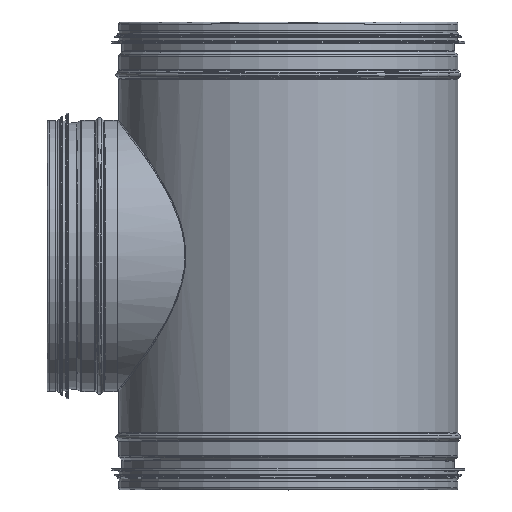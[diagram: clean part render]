
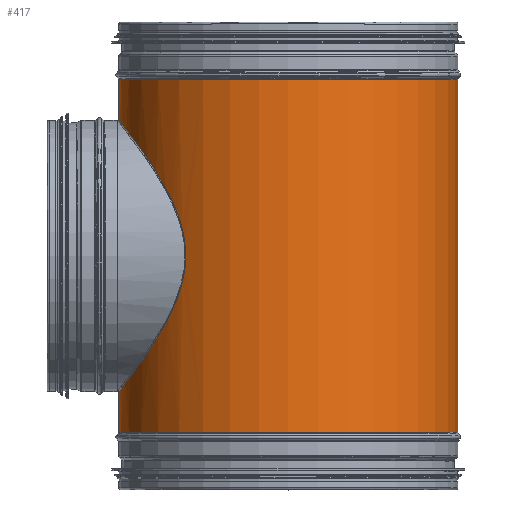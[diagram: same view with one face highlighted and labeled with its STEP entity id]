
A CAD part, top view. The second image highlights one B-rep face of the part: STEP entity #417.
In plain terms, the highlighted cylindrical face has radius 124.45 mm (diameter 248.9 mm), a full revolution.
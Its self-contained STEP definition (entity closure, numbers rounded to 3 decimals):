
#278=CARTESIAN_POINT('',(-75.177,171.,99.178));
#279=VERTEX_POINT('',#278);
#327=CARTESIAN_POINT('',(-75.176,171.,99.178));
#328=CARTESIAN_POINT('',(-75.176,174.959,99.178));
#329=CARTESIAN_POINT('',(-75.801,182.877,98.709));
#330=CARTESIAN_POINT('',(-79.301,198.147,95.978));
#331=CARTESIAN_POINT('',(-86.679,215.528,89.655));
#332=CARTESIAN_POINT('',(-97.224,233.575,78.297));
#333=CARTESIAN_POINT('',(-108.811,250.564,61.773));
#334=CARTESIAN_POINT('',(-119.541,264.774,38.611));
#335=CARTESIAN_POINT('',(-124.05,270.467,15.73));
#336=CARTESIAN_POINT('',(-124.53,271.077,-0.002));
#337=CARTESIAN_POINT('',(-124.202,270.662,-10.47));
#338=CARTESIAN_POINT('',(-121.908,267.749,-28.543));
#339=CARTESIAN_POINT('',(-114.193,257.838,-52.01));
#340=CARTESIAN_POINT('',(-100.866,239.342,-74.176));
#341=CARTESIAN_POINT('',(-88.873,219.794,-87.477));
#342=CARTESIAN_POINT('',(-80.751,201.685,-94.779));
#343=CARTESIAN_POINT('',(-76.311,186.834,-98.333));
#344=CARTESIAN_POINT('',(-74.605,171.,-99.602));
#345=CARTESIAN_POINT('',(-76.312,155.167,-98.333));
#346=CARTESIAN_POINT('',(-80.751,140.313,-94.779));
#347=CARTESIAN_POINT('',(-88.872,122.208,-87.479));
#348=CARTESIAN_POINT('',(-100.863,102.657,-74.176));
#349=CARTESIAN_POINT('',(-114.194,84.163,-52.014));
#350=CARTESIAN_POINT('',(-122.681,73.256,-26.195));
#351=CARTESIAN_POINT('',(-125.211,70.067,0.005));
#352=CARTESIAN_POINT('',(-122.932,72.937,23.562));
#353=CARTESIAN_POINT('',(-116.66,80.998,45.071));
#354=CARTESIAN_POINT('',(-107.658,93.125,63.418));
#355=CARTESIAN_POINT('',(-97.222,108.429,78.299));
#356=CARTESIAN_POINT('',(-86.682,126.467,89.653));
#357=CARTESIAN_POINT('',(-79.3,143.855,95.978));
#358=CARTESIAN_POINT('',(-75.801,159.123,98.709));
#359=CARTESIAN_POINT('',(-75.176,167.041,99.178));
#360=CARTESIAN_POINT('',(-75.176,171.,99.178));
#361=B_SPLINE_CURVE_WITH_KNOTS('',3,(#327,#328,#329,#330,#331,#332,#333,#334,#335,#336,#337,#338,#339,#340,#341,#342,#343,#344,#345,#346,#347,#348,#349,#350,#351,#352,#353,#354,#355,#356,#357,#358,#359,#360),.UNSPECIFIED.,.T.,.U.,(4,1,1,1,1,1,1,1,1,1,1,1,1,1,1,1,1,1,1,1,1,1,1,1,1,1,1,1,1,1,1,4),(-63.855,-62.715,-61.575,-59.294,-57.014,-54.733,-51.692,-48.652,-47.892,-47.131,-45.611,-42.57,-39.53,-36.489,-34.968,-33.448,-31.928,-30.407,-28.887,-27.367,-24.326,-21.285,-18.244,-15.964,-13.683,-11.403,-9.122,-6.842,-4.561,-2.281,-1.14,0.0),.UNSPECIFIED.);
#362=EDGE_CURVE('',#279,#279,#361,.T.);
#387=CARTESIAN_POINT('',(0.0,106.25,0.0));
#388=DIRECTION('',(0.0,-1.0,0.0));
#389=DIRECTION('',(1.0,0.0,0.0));
#390=AXIS2_PLACEMENT_3D('',#387,#388,#389);
#391=CYLINDRICAL_SURFACE('',#390,124.45);
#392=CARTESIAN_POINT('',(124.45,300.5,0.0));
#393=VERTEX_POINT('',#392);
#394=CARTESIAN_POINT('',(0.0,300.5,0.0));
#395=DIRECTION('',(0.0,-1.0,0.0));
#396=DIRECTION('',(1.0,0.0,0.0));
#397=AXIS2_PLACEMENT_3D('',#394,#395,#396);
#398=CIRCLE('',#397,124.45);
#399=EDGE_CURVE('',#393,#393,#398,.T.);
#400=ORIENTED_EDGE('',*,*,#399,.T.);
#401=EDGE_LOOP('',(#400));
#402=FACE_OUTER_BOUND('',#401,.T.);
#403=CARTESIAN_POINT('',(124.45,41.5,0.0));
#404=VERTEX_POINT('',#403);
#405=CARTESIAN_POINT('',(0.0,41.5,0.0));
#406=DIRECTION('',(0.0,-1.0,0.0));
#407=DIRECTION('',(1.0,0.0,0.0));
#408=AXIS2_PLACEMENT_3D('',#405,#406,#407);
#409=CIRCLE('',#408,124.45);
#410=EDGE_CURVE('',#404,#404,#409,.T.);
#411=ORIENTED_EDGE('',*,*,#410,.F.);
#412=EDGE_LOOP('',(#411));
#413=FACE_BOUND('',#412,.T.);
#414=ORIENTED_EDGE('',*,*,#362,.F.);
#415=EDGE_LOOP('',(#414));
#416=FACE_BOUND('',#415,.T.);
#417=ADVANCED_FACE('',(#402,#413,#416),#391,.T.);
